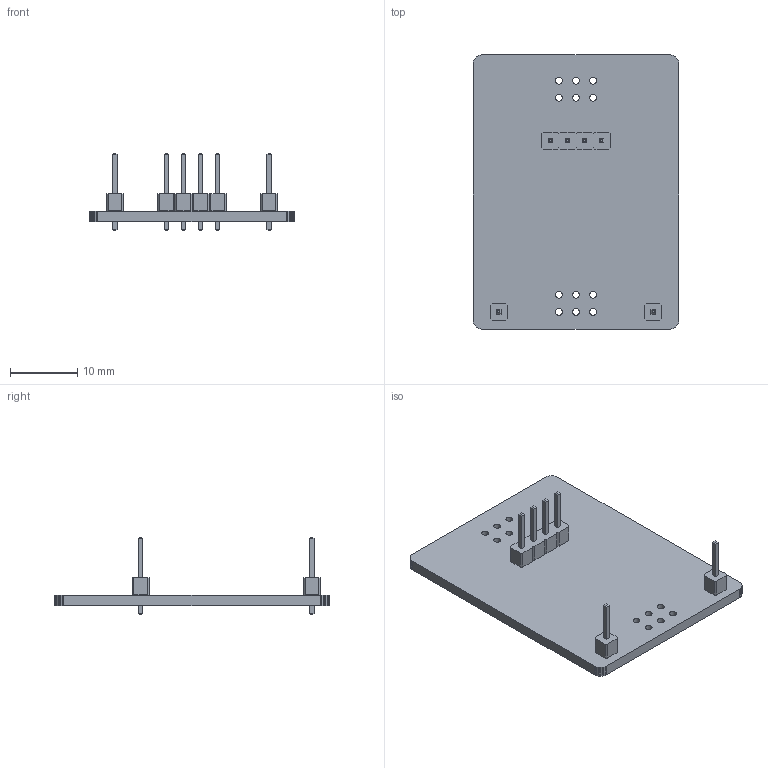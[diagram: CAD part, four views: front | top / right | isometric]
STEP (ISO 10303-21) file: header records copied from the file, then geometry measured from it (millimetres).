
FILE_DESCRIPTION(('KiCad electronic assembly'),'2;1');
FILE_NAME('SAO_OLED.step','2023-10-10T13:07:46',('Pcbnew'),('Kicad'), 'Open CASCADE STEP processor 7.6','KiCad to STEP converter','Unknown' );
FILE_SCHEMA(('AUTOMOTIVE_DESIGN { 1 0 10303 214 1 1 1 1 }'));
Length unit declared in the file: millimetre
Products named in the file (6): SAO_OLED 1; PinHeader_1x04_P2.54mm_Vertical; SOLID; PinHeader_1x01_P2.54mm_Vertical; PCB
Assembly tree (6 placements, depth 3):
  SAO_OLED 1
    PinHeader_1x04_P2.54mm_Vertical
      SOLID
    PinHeader_1x01_P2.54mm_Vertical  x2
      SOLID
    PCB
Bounding box: 30.48 x 40.64 x 11.54 mm (x, y, z)
Volume: 2050.3 mm3; surface area: 3082.8 mm2
Topology: 4 solids, 4 shells, 216 faces, 540 edges, 344 vertices
Faces by surface type: plane 198, cylinder 18
Full cylindrical faces by diameter (mm): 1 x6, 1.016 x12
Entity records: 12907 total; most frequent: CARTESIAN_POINT 2143, DIRECTION 1818, LINE 1356, VECTOR 1356, ORIENTED_EDGE 952, PCURVE 952, DEFINITIONAL_REPRESENTATION 952, EDGE_CURVE 476
